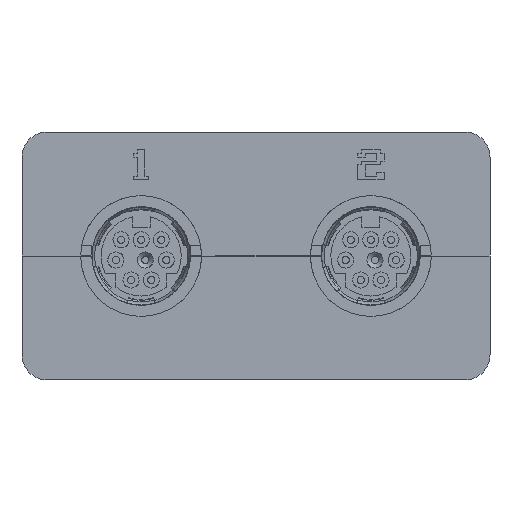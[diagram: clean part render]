
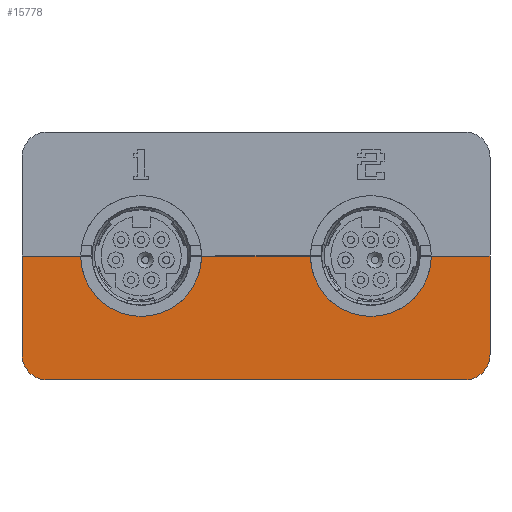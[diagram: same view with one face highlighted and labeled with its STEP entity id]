
A CAD part, front view. The second image highlights one B-rep face of the part: STEP entity #15778.
In plain terms, the highlighted planar face has unit normal (0, -1, 0).
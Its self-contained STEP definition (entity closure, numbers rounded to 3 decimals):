
#694=CIRCLE('',#17084,6.);
#698=CIRCLE('',#17089,6.);
#701=CIRCLE('',#17095,2.5);
#702=CIRCLE('',#17096,2.5);
#1694=FACE_OUTER_BOUND('',#2623,.T.);
#2623=EDGE_LOOP('',(#14191,#14192,#14193,#14194,#14195,#14196,#14197,#14198,
#14199,#14200));
#4360=LINE('',#25908,#6130);
#4365=LINE('',#25919,#6135);
#4366=LINE('',#25921,#6136);
#4367=LINE('',#25923,#6137);
#4368=LINE('',#25927,#6138);
#4369=LINE('',#25930,#6139);
#6130=VECTOR('',#21288,10.);
#6135=VECTOR('',#21297,10.);
#6136=VECTOR('',#21298,10.);
#6137=VECTOR('',#21299,10.);
#6138=VECTOR('',#21302,10.);
#6139=VECTOR('',#21305,10.);
#7634=VERTEX_POINT('',#25869);
#7638=VERTEX_POINT('',#25878);
#7640=VERTEX_POINT('',#25883);
#7644=VERTEX_POINT('',#25892);
#7649=VERTEX_POINT('',#25907);
#7654=VERTEX_POINT('',#25920);
#7655=VERTEX_POINT('',#25922);
#7656=VERTEX_POINT('',#25924);
#7657=VERTEX_POINT('',#25926);
#7658=VERTEX_POINT('',#25928);
#9832=EDGE_CURVE('',#7634,#7638,#694,.T.);
#9839=EDGE_CURVE('',#7640,#7644,#698,.T.);
#9846=EDGE_CURVE('',#7634,#7649,#4360,.T.);
#9852=EDGE_CURVE('',#7638,#7640,#4365,.T.);
#9853=EDGE_CURVE('',#7644,#7654,#4366,.T.);
#9854=EDGE_CURVE('',#7655,#7654,#4367,.T.);
#9855=EDGE_CURVE('',#7656,#7655,#701,.T.);
#9856=EDGE_CURVE('',#7656,#7657,#4368,.T.);
#9857=EDGE_CURVE('',#7658,#7657,#702,.T.);
#9858=EDGE_CURVE('',#7649,#7658,#4369,.T.);
#14191=ORIENTED_EDGE('',*,*,#9832,.T.);
#14192=ORIENTED_EDGE('',*,*,#9852,.T.);
#14193=ORIENTED_EDGE('',*,*,#9839,.T.);
#14194=ORIENTED_EDGE('',*,*,#9853,.T.);
#14195=ORIENTED_EDGE('',*,*,#9854,.F.);
#14196=ORIENTED_EDGE('',*,*,#9855,.F.);
#14197=ORIENTED_EDGE('',*,*,#9856,.T.);
#14198=ORIENTED_EDGE('',*,*,#9857,.F.);
#14199=ORIENTED_EDGE('',*,*,#9858,.F.);
#14200=ORIENTED_EDGE('',*,*,#9846,.F.);
#14982=PLANE('',#17094);
#15778=ADVANCED_FACE('',(#1694),#14982,.T.);
#17084=AXIS2_PLACEMENT_3D('',#25880,#21262,#21263);
#17089=AXIS2_PLACEMENT_3D('',#25894,#21275,#21276);
#17094=AXIS2_PLACEMENT_3D('',#25918,#21295,#21296);
#17095=AXIS2_PLACEMENT_3D('',#25925,#21300,#21301);
#17096=AXIS2_PLACEMENT_3D('',#25929,#21303,#21304);
#21262=DIRECTION('center_axis',(0.,1.,0.));
#21263=DIRECTION('ref_axis',(1.,0.,0.));
#21275=DIRECTION('center_axis',(0.,1.,0.));
#21276=DIRECTION('ref_axis',(1.,0.,0.));
#21288=DIRECTION('',(1.,0.,0.));
#21295=DIRECTION('center_axis',(0.,-1.,0.));
#21296=DIRECTION('ref_axis',(1.,0.,0.));
#21297=DIRECTION('',(-1.,0.,0.));
#21298=DIRECTION('',(-1.,0.,0.));
#21299=DIRECTION('',(0.,0.,1.));
#21300=DIRECTION('center_axis',(0.,1.,0.));
#21301=DIRECTION('ref_axis',(-0.707,0.,-0.707));
#21302=DIRECTION('',(1.,0.,0.));
#21303=DIRECTION('center_axis',(0.,1.,0.));
#21304=DIRECTION('ref_axis',(0.707,0.,-0.707));
#21305=DIRECTION('',(0.,0.,-1.));
#25869=CARTESIAN_POINT('',(38.503,-2.125,10.306));
#25878=CARTESIAN_POINT('',(26.503,-2.125,10.306));
#25880=CARTESIAN_POINT('Origin',(32.503,-2.125,10.306));
#25883=CARTESIAN_POINT('',(15.696,-2.125,10.306));
#25892=CARTESIAN_POINT('',(3.696,-2.125,10.306));
#25894=CARTESIAN_POINT('Origin',(9.696,-2.125,10.306));
#25907=CARTESIAN_POINT('',(44.324,-2.125,10.306));
#25908=CARTESIAN_POINT('',(44.199,-2.125,10.306));
#25918=CARTESIAN_POINT('Origin',(21.1,-2.125,10.306));
#25919=CARTESIAN_POINT('',(24.358,-2.125,10.306));
#25920=CARTESIAN_POINT('',(-2.125,-2.125,10.306));
#25921=CARTESIAN_POINT('',(12.954,-2.125,10.306));
#25922=CARTESIAN_POINT('',(-2.125,-2.125,0.5));
#25923=CARTESIAN_POINT('',(-2.125,-2.125,5.153));
#25924=CARTESIAN_POINT('',(0.375,-2.125,-2.));
#25925=CARTESIAN_POINT('Origin',(0.375,-2.125,0.5));
#25926=CARTESIAN_POINT('',(41.824,-2.125,-2.));
#25927=CARTESIAN_POINT('',(21.05,-2.125,-2.));
#25928=CARTESIAN_POINT('',(44.324,-2.125,0.5));
#25929=CARTESIAN_POINT('Origin',(41.824,-2.125,0.5));
#25930=CARTESIAN_POINT('',(44.324,-2.125,5.153));
